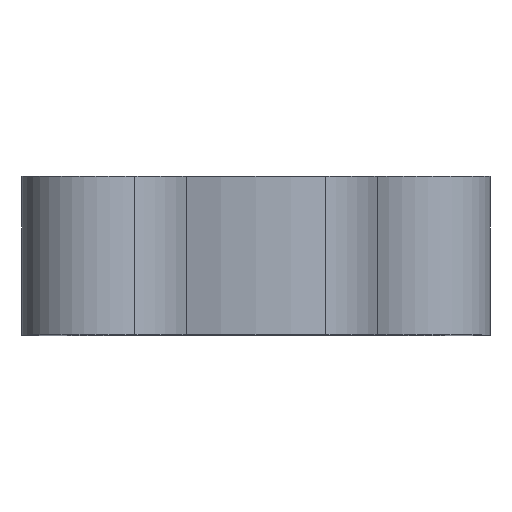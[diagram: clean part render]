
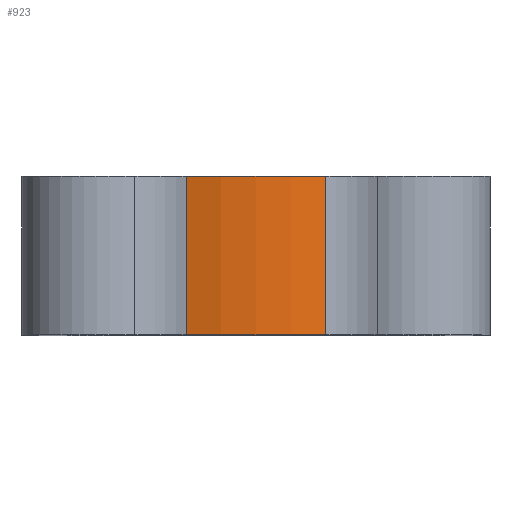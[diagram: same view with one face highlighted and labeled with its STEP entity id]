
A CAD part, top view. The second image highlights one B-rep face of the part: STEP entity #923.
In plain terms, the highlighted cylindrical face has radius 10.16 mm (diameter 20.32 mm), a partial arc.
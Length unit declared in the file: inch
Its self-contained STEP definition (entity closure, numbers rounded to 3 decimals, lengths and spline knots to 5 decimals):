
#5 = EDGE_CURVE ( 'NONE', #482, #570, #1265, .T. ) ;
#52 = DIRECTION ( 'NONE',  ( 0., -1., 0. ) ) ;
#56 = CARTESIAN_POINT ( 'NONE',  ( -0.12095, 0.375, 0.38128 ) ) ;
#87 = DIRECTION ( 'NONE',  ( 0., 1., 0. ) ) ;
#91 = CARTESIAN_POINT ( 'NONE',  ( 0.12095, 0.375, 0.38128 ) ) ;
#161 = AXIS2_PLACEMENT_3D ( 'NONE', #1092, #1041, #1025 ) ;
#278 = CARTESIAN_POINT ( 'NONE',  ( 0.12095, 0.1, 0.38128 ) ) ;
#287 = DIRECTION ( 'NONE',  ( 0., 0., 1. ) ) ;
#301 = ORIENTED_EDGE ( 'NONE', *, *, #1185, .T. ) ;
#336 = CARTESIAN_POINT ( 'NONE',  ( -0.12095, 0.375, 0.38128 ) ) ;
#356 = CARTESIAN_POINT ( 'NONE',  ( 0., 0.375, 0. ) ) ;
#391 = DIRECTION ( 'NONE',  ( 0., 1., 0. ) ) ;
#398 = CIRCLE ( 'NONE', #1096, 0.4 ) ;
#405 = VECTOR ( 'NONE', #52, 39.37008 ) ;
#446 = VECTOR ( 'NONE', #87, 39.37008 ) ;
#482 = VERTEX_POINT ( 'NONE', #700 ) ;
#549 = EDGE_CURVE ( 'NONE', #551, #708, #398, .T. ) ;
#551 = VERTEX_POINT ( 'NONE', #336 ) ;
#570 = VERTEX_POINT ( 'NONE', #278 ) ;
#604 = AXIS2_PLACEMENT_3D ( 'NONE', #642, #633, #644 ) ;
#633 = DIRECTION ( 'NONE',  ( 0., -1., 0. ) ) ;
#642 = CARTESIAN_POINT ( 'NONE',  ( 0., 0.375, 0. ) ) ;
#644 = DIRECTION ( 'NONE',  ( 0., 0., -1. ) ) ;
#700 = CARTESIAN_POINT ( 'NONE',  ( -0.12095, 0.1, 0.38128 ) ) ;
#708 = VERTEX_POINT ( 'NONE', #1261 ) ;
#923 = ADVANCED_FACE ( 'NONE', ( #1150 ), #1388, .T. ) ;
#1025 = DIRECTION ( 'NONE',  ( 0., 0., 1. ) ) ;
#1041 = DIRECTION ( 'NONE',  ( 0., 1., 0. ) ) ;
#1092 = CARTESIAN_POINT ( 'NONE',  ( 0., 0.1, 0. ) ) ;
#1096 = AXIS2_PLACEMENT_3D ( 'NONE', #356, #391, #287 ) ;
#1150 = FACE_OUTER_BOUND ( 'NONE', #1381, .T. ) ;
#1172 = EDGE_CURVE ( 'NONE', #570, #708, #1328, .T. ) ;
#1185 = EDGE_CURVE ( 'NONE', #551, #482, #1300, .T. ) ;
#1249 = ORIENTED_EDGE ( 'NONE', *, *, #5, .T. ) ;
#1257 = ORIENTED_EDGE ( 'NONE', *, *, #549, .F. ) ;
#1261 = CARTESIAN_POINT ( 'NONE',  ( 0.12095, 0.375, 0.38128 ) ) ;
#1265 = CIRCLE ( 'NONE', #161, 0.4 ) ;
#1268 = ORIENTED_EDGE ( 'NONE', *, *, #1172, .T. ) ;
#1300 = LINE ( 'NONE', #56, #405 ) ;
#1328 = LINE ( 'NONE', #91, #446 ) ;
#1381 = EDGE_LOOP ( 'NONE', ( #1257, #301, #1249, #1268 ) ) ;
#1388 = CYLINDRICAL_SURFACE ( 'NONE', #604, 0.4 ) ;
